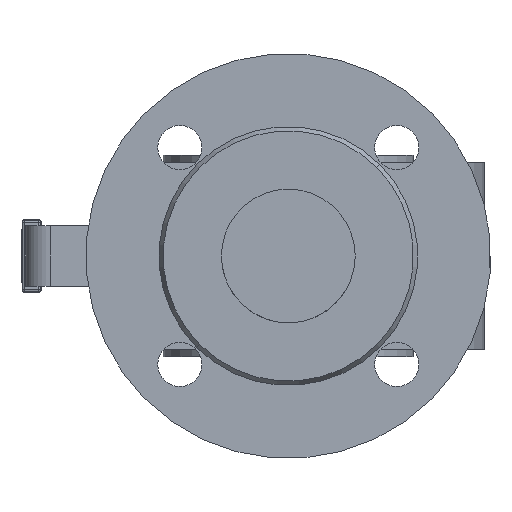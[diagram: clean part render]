
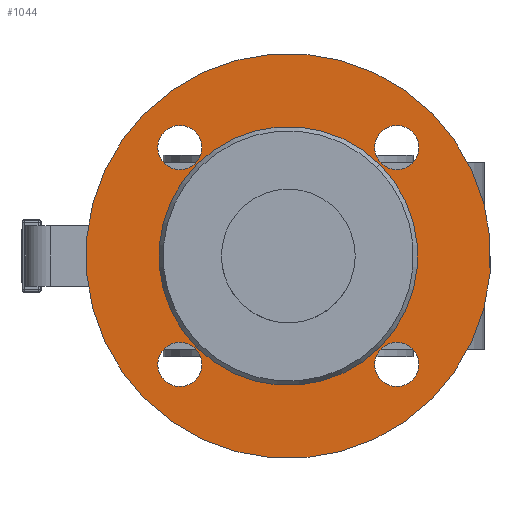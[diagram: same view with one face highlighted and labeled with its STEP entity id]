
A CAD part, left-side view. The second image highlights one B-rep face of the part: STEP entity #1044.
In plain terms, the highlighted planar face has unit normal (-1, 0, 0).
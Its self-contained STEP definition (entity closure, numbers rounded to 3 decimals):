
#1044=ADVANCED_FACE('',(#2159,#2160,#2161,#2162,#2163,#2164),#2165,.T.);
#2159=FACE_OUTER_BOUND('',#3401,.T.);
#2160=FACE_BOUND('',#3402,.T.);
#2161=FACE_BOUND('',#3403,.T.);
#2162=FACE_BOUND('',#3404,.T.);
#2163=FACE_BOUND('',#3405,.T.);
#2164=FACE_BOUND('',#3406,.T.);
#2165=PLANE('',#3407);
#3401=EDGE_LOOP('',(#6505,#6506));
#3402=EDGE_LOOP('',(#6507,#6508));
#3403=EDGE_LOOP('',(#6509,#6510));
#3404=EDGE_LOOP('',(#6511,#6512));
#3405=EDGE_LOOP('',(#6513,#6514));
#3406=EDGE_LOOP('',(#6515,#6516));
#3407=AXIS2_PLACEMENT_3D('',#6517,#6518,#6519);
#6505=ORIENTED_EDGE('',*,*,#6938,.F.);
#6506=ORIENTED_EDGE('',*,*,#8071,.F.);
#6507=ORIENTED_EDGE('',*,*,#8073,.T.);
#6508=ORIENTED_EDGE('',*,*,#6908,.T.);
#6509=ORIENTED_EDGE('',*,*,#8074,.T.);
#6510=ORIENTED_EDGE('',*,*,#6913,.T.);
#6511=ORIENTED_EDGE('',*,*,#8075,.T.);
#6512=ORIENTED_EDGE('',*,*,#6918,.T.);
#6513=ORIENTED_EDGE('',*,*,#8076,.T.);
#6514=ORIENTED_EDGE('',*,*,#6923,.T.);
#6515=ORIENTED_EDGE('',*,*,#6935,.T.);
#6516=ORIENTED_EDGE('',*,*,#8077,.T.);
#6517=CARTESIAN_POINT('',(-112.0,47.812,-47.812));
#6518=DIRECTION('',(-1.0,0.,0.));
#6519=DIRECTION('',(0.,1.0,0.0));
#6908=EDGE_CURVE('',#8266,#8263,#8267,.T.);
#6913=EDGE_CURVE('',#8275,#8272,#8276,.T.);
#6918=EDGE_CURVE('',#8284,#8281,#8285,.T.);
#6923=EDGE_CURVE('',#8293,#8290,#8294,.T.);
#6935=EDGE_CURVE('',#8307,#8311,#8313,.T.);
#6938=EDGE_CURVE('',#8315,#8318,#8319,.T.);
#8071=EDGE_CURVE('',#8318,#8315,#9985,.T.);
#8073=EDGE_CURVE('',#8263,#8266,#9987,.T.);
#8074=EDGE_CURVE('',#8272,#8275,#9988,.T.);
#8075=EDGE_CURVE('',#8281,#8284,#9989,.T.);
#8076=EDGE_CURVE('',#8290,#8293,#9990,.T.);
#8077=EDGE_CURVE('',#8311,#8307,#9991,.T.);
#8263=VERTEX_POINT('',#10328);
#8266=VERTEX_POINT('',#10332);
#8267=CIRCLE('',#10333,9.0);
#8272=VERTEX_POINT('',#10339);
#8275=VERTEX_POINT('',#10343);
#8276=CIRCLE('',#10344,9.0);
#8281=VERTEX_POINT('',#10350);
#8284=VERTEX_POINT('',#10354);
#8285=CIRCLE('',#10355,9.0);
#8290=VERTEX_POINT('',#10361);
#8293=VERTEX_POINT('',#10365);
#8294=CIRCLE('',#10366,9.0);
#8307=VERTEX_POINT('',#10380);
#8311=VERTEX_POINT('',#10385);
#8313=CIRCLE('',#10388,52.732);
#8315=VERTEX_POINT('',#10390);
#8318=VERTEX_POINT('',#10394);
#8319=CIRCLE('',#10395,82.5);
#9985=CIRCLE('',#13068,82.5);
#9987=CIRCLE('',#13070,9.0);
#9988=CIRCLE('',#13071,9.0);
#9989=CIRCLE('',#13072,9.0);
#9990=CIRCLE('',#13073,9.0);
#9991=CIRCLE('',#13074,52.732);
#10328=CARTESIAN_POINT('',(-112.0,37.83,-37.83));
#10332=CARTESIAN_POINT('',(-112.0,50.558,-50.558));
#10333=AXIS2_PLACEMENT_3D('',#13346,#13347,#13348);
#10339=CARTESIAN_POINT('',(-112.0,-50.558,-37.83));
#10343=CARTESIAN_POINT('',(-112.0,-37.83,-50.558));
#10344=AXIS2_PLACEMENT_3D('',#13354,#13355,#13356);
#10350=CARTESIAN_POINT('',(-112.0,-50.558,50.558));
#10354=CARTESIAN_POINT('',(-112.0,-37.83,37.83));
#10355=AXIS2_PLACEMENT_3D('',#13362,#13363,#13364);
#10361=CARTESIAN_POINT('',(-112.0,37.83,50.558));
#10365=CARTESIAN_POINT('',(-112.0,50.558,37.83));
#10366=AXIS2_PLACEMENT_3D('',#13370,#13371,#13372);
#10380=CARTESIAN_POINT('',(-112.0,37.287,-37.287));
#10385=CARTESIAN_POINT('',(-112.0,-37.287,37.287));
#10388=AXIS2_PLACEMENT_3D('',#13394,#13395,#13396);
#10390=CARTESIAN_POINT('',(-112.0,58.336,-58.336));
#10394=CARTESIAN_POINT('',(-112.0,-58.336,58.336));
#10395=AXIS2_PLACEMENT_3D('',#13398,#13399,#13400);
#13068=AXIS2_PLACEMENT_3D('',#14562,#14563,#14564);
#13070=AXIS2_PLACEMENT_3D('',#14565,#14566,#14567);
#13071=AXIS2_PLACEMENT_3D('',#14568,#14569,#14570);
#13072=AXIS2_PLACEMENT_3D('',#14571,#14572,#14573);
#13073=AXIS2_PLACEMENT_3D('',#14574,#14575,#14576);
#13074=AXIS2_PLACEMENT_3D('',#14577,#14578,#14579);
#13346=CARTESIAN_POINT('',(-112.0,44.194,-44.194));
#13347=DIRECTION('',(1.0,0.,0.));
#13348=DIRECTION('',(0.,-0.707,0.707));
#13354=CARTESIAN_POINT('',(-112.0,-44.194,-44.194));
#13355=DIRECTION('',(1.0,0.,0.));
#13356=DIRECTION('',(0.,-0.707,0.707));
#13362=CARTESIAN_POINT('',(-112.0,-44.194,44.194));
#13363=DIRECTION('',(1.0,0.,0.));
#13364=DIRECTION('',(0.,-0.707,0.707));
#13370=CARTESIAN_POINT('',(-112.0,44.194,44.194));
#13371=DIRECTION('',(1.0,0.,0.));
#13372=DIRECTION('',(0.,-0.707,0.707));
#13394=CARTESIAN_POINT('',(-112.0,0.,0.));
#13395=DIRECTION('',(1.0,0.,0.));
#13396=DIRECTION('',(0.,0.707,-0.707));
#13398=CARTESIAN_POINT('',(-112.0,0.,0.));
#13399=DIRECTION('',(1.0,0.,0.));
#13400=DIRECTION('',(0.,0.707,-0.707));
#14562=CARTESIAN_POINT('',(-112.0,0.,0.));
#14563=DIRECTION('',(1.0,0.,0.));
#14564=DIRECTION('',(0.,0.707,-0.707));
#14565=CARTESIAN_POINT('',(-112.0,44.194,-44.194));
#14566=DIRECTION('',(1.0,0.,0.));
#14567=DIRECTION('',(0.,-0.707,0.707));
#14568=CARTESIAN_POINT('',(-112.0,-44.194,-44.194));
#14569=DIRECTION('',(1.0,0.,0.));
#14570=DIRECTION('',(0.,-0.707,0.707));
#14571=CARTESIAN_POINT('',(-112.0,-44.194,44.194));
#14572=DIRECTION('',(1.0,0.,0.));
#14573=DIRECTION('',(0.,-0.707,0.707));
#14574=CARTESIAN_POINT('',(-112.0,44.194,44.194));
#14575=DIRECTION('',(1.0,0.,0.));
#14576=DIRECTION('',(0.,-0.707,0.707));
#14577=CARTESIAN_POINT('',(-112.0,0.,0.));
#14578=DIRECTION('',(1.0,0.,0.));
#14579=DIRECTION('',(0.,0.707,-0.707));
